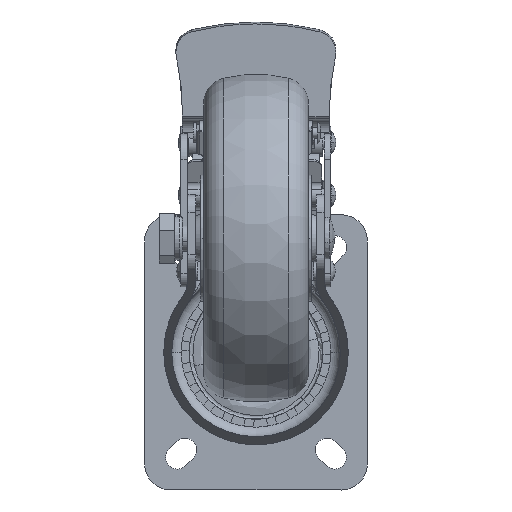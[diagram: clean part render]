
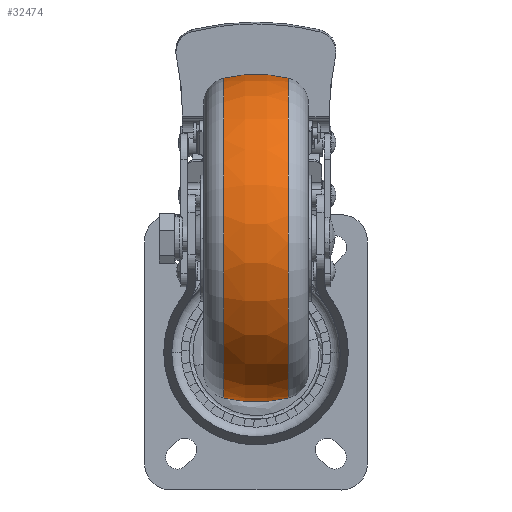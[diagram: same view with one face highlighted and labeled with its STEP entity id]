
A CAD part, front view. The second image highlights one B-rep face of the part: STEP entity #32474.
In plain terms, the highlighted toroidal (fillet/blend) face has major radius 10.5 mm and minor radius 52 mm.
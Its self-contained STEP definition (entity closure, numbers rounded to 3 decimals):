
#1949 = DIRECTION ( 'NONE',  ( 0., -0.032, 0.999 ) ) ;
#6336 = DIRECTION ( 'NONE',  ( 0., 0.032, -0.999 ) ) ;
#7140 = CIRCLE ( 'NONE', #53452, 52. ) ;
#10100 = CARTESIAN_POINT ( 'NONE',  ( -12.381, -86.5, 43.605 ) ) ;
#11712 = CARTESIAN_POINT ( 'NONE',  ( 12.381, -84.52, -17.367 ) ) ;
#14201 = AXIS2_PLACEMENT_3D ( 'NONE', #32802, #40262, #1949 ) ;
#15821 = CARTESIAN_POINT ( 'NONE',  ( 12.381, -86.5, 43.605 ) ) ;
#16070 = FACE_OUTER_BOUND ( 'NONE', #84333, .T. ) ;
#17742 = VERTEX_POINT ( 'NONE', #73576 ) ;
#17871 = DIRECTION ( 'NONE',  ( 0., 0.032, -0.999 ) ) ;
#23630 = DIRECTION ( 'NONE',  ( 0., -0.032, 0.999 ) ) ;
#27423 = AXIS2_PLACEMENT_3D ( 'NONE', #15821, #70221, #23630 ) ;
#27540 = VERTEX_POINT ( 'NONE', #74305 ) ;
#28005 = ORIENTED_EDGE ( 'NONE', *, *, #81284, .T. ) ;
#29395 = CARTESIAN_POINT ( 'NONE',  ( 0., -86.159, 33.111 ) ) ;
#32474 = ADVANCED_FACE ( 'NONE', ( #16070 ), #93960, .T. ) ;
#32802 = CARTESIAN_POINT ( 'NONE',  ( 0., -86.5, 43.605 ) ) ;
#34903 = VERTEX_POINT ( 'NONE', #49583 ) ;
#35514 = VERTEX_POINT ( 'NONE', #11712 ) ;
#36504 = EDGE_CURVE ( 'NONE', #35514, #34903, #56165, .T. ) ;
#37185 = DIRECTION ( 'NONE',  ( 0., -0.032, 0.999 ) ) ;
#40262 = DIRECTION ( 'NONE',  ( -1., 0., 0. ) ) ;
#43750 = ORIENTED_EDGE ( 'NONE', *, *, #84184, .F. ) ;
#49583 = CARTESIAN_POINT ( 'NONE',  ( 12.381, -88.479, 104.578 ) ) ;
#51421 = AXIS2_PLACEMENT_3D ( 'NONE', #99506, #52908, #6336 ) ;
#52908 = DIRECTION ( 'NONE',  ( 0., -0.999, -0.032 ) ) ;
#53107 = ORIENTED_EDGE ( 'NONE', *, *, #36504, .T. ) ;
#53452 = AXIS2_PLACEMENT_3D ( 'NONE', #29395, #83840, #37185 ) ;
#55280 = AXIS2_PLACEMENT_3D ( 'NONE', #10100, #64438, #17871 ) ;
#56165 = CIRCLE ( 'NONE', #27423, 61.005 ) ;
#60051 = CIRCLE ( 'NONE', #55280, 61.005 ) ;
#64438 = DIRECTION ( 'NONE',  ( 1., 0., 0. ) ) ;
#64470 = ORIENTED_EDGE ( 'NONE', *, *, #68139, .T. ) ;
#68139 = EDGE_CURVE ( 'NONE', #34903, #27540, #84120, .T. ) ;
#70221 = DIRECTION ( 'NONE',  ( -1., 0., 0. ) ) ;
#73576 = CARTESIAN_POINT ( 'NONE',  ( -12.381, -84.52, -17.367 ) ) ;
#74305 = CARTESIAN_POINT ( 'NONE',  ( -12.381, -88.479, 104.578 ) ) ;
#81284 = EDGE_CURVE ( 'NONE', #27540, #17742, #60051, .T. ) ;
#83840 = DIRECTION ( 'NONE',  ( 0., 0.999, 0.032 ) ) ;
#84120 = CIRCLE ( 'NONE', #51421, 52. ) ;
#84184 = EDGE_CURVE ( 'NONE', #35514, #17742, #7140, .T. ) ;
#84333 = EDGE_LOOP ( 'NONE', ( #43750, #53107, #64470, #28005 ) ) ;
#93960 = TOROIDAL_SURFACE ( 'NONE', #14201, 10.5, 52. ) ;
#99506 = CARTESIAN_POINT ( 'NONE',  ( 0., -86.841, 54.1 ) ) ;
